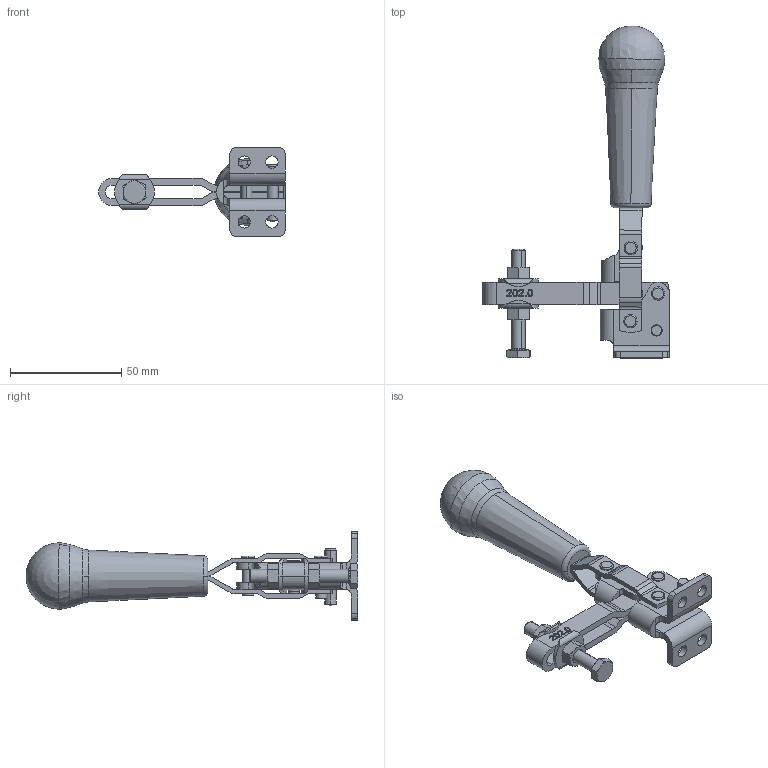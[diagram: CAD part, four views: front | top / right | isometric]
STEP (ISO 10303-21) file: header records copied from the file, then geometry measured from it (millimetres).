
FILE_DESCRIPTION((''),'2;1');
FILE_NAME('202.0.stp','2005-08-29T15:00:17',('CAD'),(''),'Autodesk Inventor 8','Autodesk Inventor 8','');
FILE_SCHEMA(('AUTOMOTIVE_DESIGN { 1 0 10303 214 1 1 1 1 }'));
Length unit declared in the file: millimetre
Products named in the file (1): Part3
Bounding box: 84 x 149.45 x 40 mm (x, y, z)
Volume: 52117.7 mm3; surface area: 22237.9 mm2
Topology: 1 solids, 2 shells, 463 faces, 1266 edges, 806 vertices
Faces by surface type: plane 152, cylinder 145, bspline 96, cone 56, torus 10, sphere 4
Entity records: 17434 total; most frequent: CARTESIAN_POINT 6018, ORIENTED_EDGE 2500, DIRECTION 2277, EDGE_CURVE 1250, AXIS2_PLACEMENT_3D 847, VERTEX_POINT 804, VECTOR 583, LINE 583
